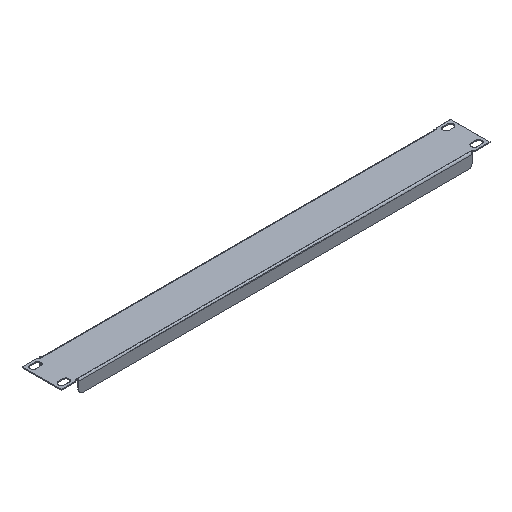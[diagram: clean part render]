
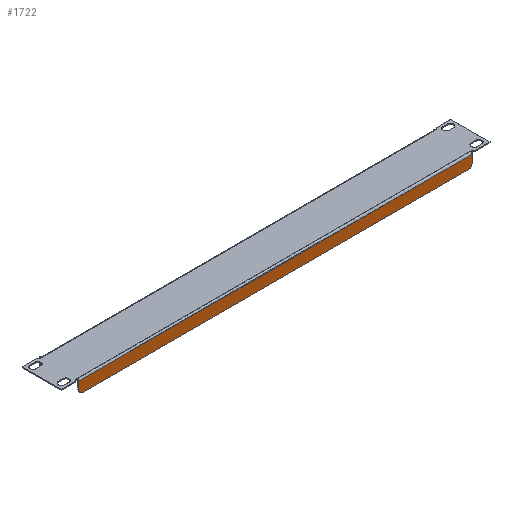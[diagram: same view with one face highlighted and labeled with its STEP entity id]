
A CAD part, isometric view. The second image highlights one B-rep face of the part: STEP entity #1722.
In plain terms, the highlighted planar face has unit normal (0, -1, 0).
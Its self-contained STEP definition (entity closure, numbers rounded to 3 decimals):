
#12 = EDGE_LOOP ( 'NONE', ( #1289, #684, #1207, #1747, #182, #1417 ) ) ;
#40 = LINE ( 'NONE', #1809, #1364 ) ;
#54 = DIRECTION ( 'NONE',  ( 0., 0., 1. ) ) ;
#62 = DIRECTION ( 'NONE',  ( 0., 1., 0. ) ) ;
#95 = DIRECTION ( 'NONE',  ( 1., 0., 0. ) ) ;
#97 = VERTEX_POINT ( 'NONE', #1780 ) ;
#182 = ORIENTED_EDGE ( 'NONE', *, *, #680, .T. ) ;
#212 = EDGE_CURVE ( 'NONE', #97, #789, #1371, .T. ) ;
#213 = LINE ( 'NONE', #332, #1393 ) ;
#332 = CARTESIAN_POINT ( 'NONE',  ( 221.5, -22., 0. ) ) ;
#356 = EDGE_CURVE ( 'NONE', #97, #869, #825, .T. ) ;
#383 = VECTOR ( 'NONE', #1090, 1000. ) ;
#472 = CARTESIAN_POINT ( 'NONE',  ( 221.5, -22., -2. ) ) ;
#573 = DIRECTION ( 'NONE',  ( 0., 0., 1. ) ) ;
#680 = EDGE_CURVE ( 'NONE', #1825, #869, #213, .T. ) ;
#682 = CARTESIAN_POINT ( 'NONE',  ( 221.5, -22., -2. ) ) ;
#684 = ORIENTED_EDGE ( 'NONE', *, *, #1117, .T. ) ;
#711 = CARTESIAN_POINT ( 'NONE',  ( -216.5, -22., -10. ) ) ;
#774 = CARTESIAN_POINT ( 'NONE',  ( 221.5, -22., -10. ) ) ;
#789 = VERTEX_POINT ( 'NONE', #1687 ) ;
#792 = CARTESIAN_POINT ( 'NONE',  ( 0., -22., 0. ) ) ;
#825 = LINE ( 'NONE', #682, #1237 ) ;
#869 = VERTEX_POINT ( 'NONE', #472 ) ;
#880 = AXIS2_PLACEMENT_3D ( 'NONE', #711, #1190, #1291 ) ;
#921 = FACE_OUTER_BOUND ( 'NONE', #12, .T. ) ;
#962 = VERTEX_POINT ( 'NONE', #1701 ) ;
#1067 = DIRECTION ( 'NONE',  ( 1., 0., 0. ) ) ;
#1090 = DIRECTION ( 'NONE',  ( 0., 0., -1. ) ) ;
#1114 = AXIS2_PLACEMENT_3D ( 'NONE', #1299, #1140, #573 ) ;
#1117 = EDGE_CURVE ( 'NONE', #789, #962, #1869, .T. ) ;
#1140 = DIRECTION ( 'NONE',  ( 0., -1., 0. ) ) ;
#1190 = DIRECTION ( 'NONE',  ( 0., -1., 0. ) ) ;
#1207 = ORIENTED_EDGE ( 'NONE', *, *, #1250, .T. ) ;
#1230 = DIRECTION ( 'NONE',  ( 0., 0., 1. ) ) ;
#1237 = VECTOR ( 'NONE', #95, 1000. ) ;
#1250 = EDGE_CURVE ( 'NONE', #962, #1792, #40, .T. ) ;
#1289 = ORIENTED_EDGE ( 'NONE', *, *, #212, .T. ) ;
#1291 = DIRECTION ( 'NONE',  ( 0., 0., 1. ) ) ;
#1299 = CARTESIAN_POINT ( 'NONE',  ( 216.5, -22., -10. ) ) ;
#1364 = VECTOR ( 'NONE', #1067, 1000. ) ;
#1371 = LINE ( 'NONE', #1799, #383 ) ;
#1393 = VECTOR ( 'NONE', #1230, 1000. ) ;
#1417 = ORIENTED_EDGE ( 'NONE', *, *, #356, .F. ) ;
#1498 = AXIS2_PLACEMENT_3D ( 'NONE', #792, #62, #54 ) ;
#1558 = CIRCLE ( 'NONE', #1114, 5. ) ;
#1686 = PLANE ( 'NONE',  #1498 ) ;
#1687 = CARTESIAN_POINT ( 'NONE',  ( -221.5, -22., -10. ) ) ;
#1701 = CARTESIAN_POINT ( 'NONE',  ( -216.5, -22., -15. ) ) ;
#1722 = ADVANCED_FACE ( 'NONE', ( #921 ), #1686, .F. ) ;
#1747 = ORIENTED_EDGE ( 'NONE', *, *, #1861, .T. ) ;
#1780 = CARTESIAN_POINT ( 'NONE',  ( -221.5, -22., -2. ) ) ;
#1792 = VERTEX_POINT ( 'NONE', #1815 ) ;
#1799 = CARTESIAN_POINT ( 'NONE',  ( -221.5, -22., 0. ) ) ;
#1809 = CARTESIAN_POINT ( 'NONE',  ( 0., -22., -15. ) ) ;
#1815 = CARTESIAN_POINT ( 'NONE',  ( 216.5, -22., -15. ) ) ;
#1825 = VERTEX_POINT ( 'NONE', #774 ) ;
#1861 = EDGE_CURVE ( 'NONE', #1792, #1825, #1558, .T. ) ;
#1869 = CIRCLE ( 'NONE', #880, 5. ) ;
